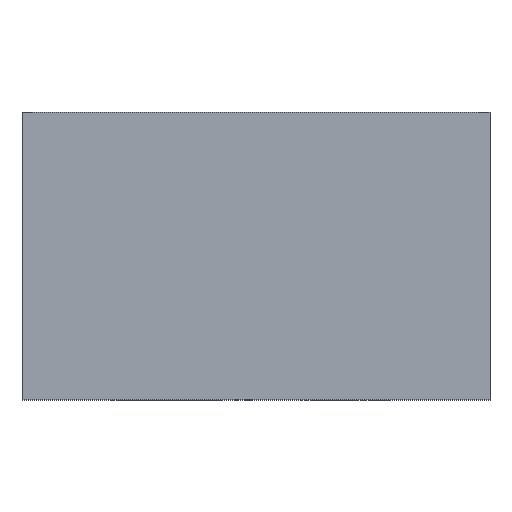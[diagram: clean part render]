
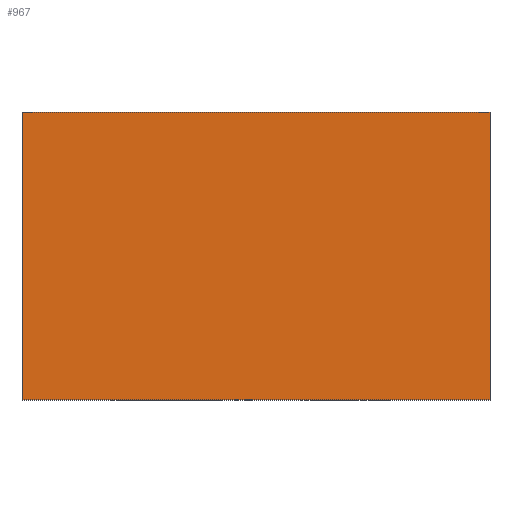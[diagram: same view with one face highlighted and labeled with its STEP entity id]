
A CAD part, front view. The second image highlights one B-rep face of the part: STEP entity #967.
In plain terms, the highlighted planar face has unit normal (0, -1, 0).
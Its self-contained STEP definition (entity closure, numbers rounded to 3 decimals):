
#152 = EDGE_CURVE ( 'NONE', #561, #1286, #1038, .T. ) ;
#164 = ORIENTED_EDGE ( 'NONE', *, *, #2235, .T. ) ;
#170 = LINE ( 'NONE', #183, #2564 ) ;
#183 = CARTESIAN_POINT ( 'NONE',  ( 6.5, -7.359, 1. ) ) ;
#194 = DIRECTION ( 'NONE',  ( 0., 1., 0. ) ) ;
#337 = VECTOR ( 'NONE', #2470, 1000. ) ;
#561 = VERTEX_POINT ( 'NONE', #2240 ) ;
#648 = CARTESIAN_POINT ( 'NONE',  ( 6.5, -7.359, 0. ) ) ;
#669 = CARTESIAN_POINT ( 'NONE',  ( 6.5, -7.359, 1. ) ) ;
#681 = EDGE_LOOP ( 'NONE', ( #1467, #1316, #2214, #164 ) ) ;
#780 = LINE ( 'NONE', #1576, #2303 ) ;
#874 = EDGE_CURVE ( 'NONE', #1603, #1286, #780, .T. ) ;
#908 = EDGE_CURVE ( 'NONE', #1060, #1603, #170, .T. ) ;
#926 = AXIS2_PLACEMENT_3D ( 'NONE', #1997, #194, #1798 ) ;
#967 = ADVANCED_FACE ( 'NONE', ( #2199 ), #1197, .F. ) ;
#1038 = LINE ( 'NONE', #2438, #1209 ) ;
#1060 = VERTEX_POINT ( 'NONE', #669 ) ;
#1194 = DIRECTION ( 'NONE',  ( -1., 0., 0. ) ) ;
#1197 = PLANE ( 'NONE',  #926 ) ;
#1209 = VECTOR ( 'NONE', #1194, 1000. ) ;
#1286 = VERTEX_POINT ( 'NONE', #1408 ) ;
#1316 = ORIENTED_EDGE ( 'NONE', *, *, #874, .F. ) ;
#1408 = CARTESIAN_POINT ( 'NONE',  ( -6.5, -7.359, 9. ) ) ;
#1467 = ORIENTED_EDGE ( 'NONE', *, *, #152, .T. ) ;
#1576 = CARTESIAN_POINT ( 'NONE',  ( -6.5, -7.359, 0. ) ) ;
#1603 = VERTEX_POINT ( 'NONE', #2244 ) ;
#1798 = DIRECTION ( 'NONE',  ( 0., 0., 1. ) ) ;
#1997 = CARTESIAN_POINT ( 'NONE',  ( -6.5, -7.359, 0. ) ) ;
#2199 = FACE_OUTER_BOUND ( 'NONE', #681, .T. ) ;
#2214 = ORIENTED_EDGE ( 'NONE', *, *, #908, .F. ) ;
#2224 = DIRECTION ( 'NONE',  ( 0., 0., 1. ) ) ;
#2235 = EDGE_CURVE ( 'NONE', #1060, #561, #2276, .T. ) ;
#2240 = CARTESIAN_POINT ( 'NONE',  ( 6.5, -7.359, 9. ) ) ;
#2244 = CARTESIAN_POINT ( 'NONE',  ( -6.5, -7.359, 1. ) ) ;
#2276 = LINE ( 'NONE', #648, #337 ) ;
#2303 = VECTOR ( 'NONE', #2224, 1000. ) ;
#2428 = DIRECTION ( 'NONE',  ( -1., 0., 0. ) ) ;
#2438 = CARTESIAN_POINT ( 'NONE',  ( 1.85, -7.359, 9. ) ) ;
#2470 = DIRECTION ( 'NONE',  ( 0., 0., 1. ) ) ;
#2564 = VECTOR ( 'NONE', #2428, 1000. ) ;
